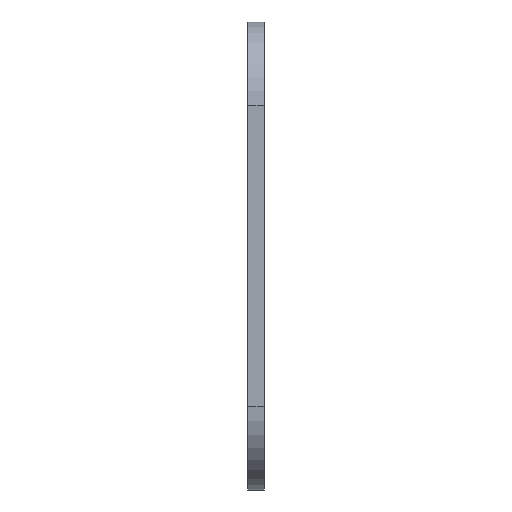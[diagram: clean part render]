
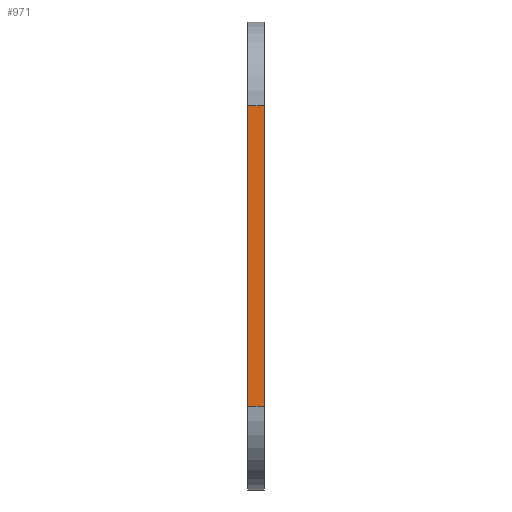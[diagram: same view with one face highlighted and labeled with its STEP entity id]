
A CAD part, left-side view. The second image highlights one B-rep face of the part: STEP entity #971.
In plain terms, the highlighted planar face has unit normal (-1, 0, 0).
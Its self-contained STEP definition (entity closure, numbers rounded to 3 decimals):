
#49 = CARTESIAN_POINT ( 'NONE',  ( -52.5, 0., 18. ) ) ;
#59 = VERTEX_POINT ( 'NONE', #49 ) ;
#88 = CARTESIAN_POINT ( 'NONE',  ( -52.5, 0., -18. ) ) ;
#122 = DIRECTION ( 'NONE',  ( 1., 0., 0. ) ) ;
#139 = ORIENTED_EDGE ( 'NONE', *, *, #308, .T. ) ;
#159 = LINE ( 'NONE', #562, #888 ) ;
#208 = CARTESIAN_POINT ( 'NONE',  ( -52.5, 2., 0. ) ) ;
#229 = EDGE_CURVE ( 'NONE', #280, #59, #159, .T. ) ;
#249 = VECTOR ( 'NONE', #811, 1000. ) ;
#280 = VERTEX_POINT ( 'NONE', #88 ) ;
#294 = CARTESIAN_POINT ( 'NONE',  ( -52.5, 2., 0. ) ) ;
#308 = EDGE_CURVE ( 'NONE', #508, #280, #719, .T. ) ;
#326 = CARTESIAN_POINT ( 'NONE',  ( -52.5, 2., -18. ) ) ;
#407 = DIRECTION ( 'NONE',  ( 0., 1., 0. ) ) ;
#408 = VECTOR ( 'NONE', #594, 1000. ) ;
#426 = DIRECTION ( 'NONE',  ( 0., 0., -1. ) ) ;
#439 = CARTESIAN_POINT ( 'NONE',  ( -52.5, 2., 18. ) ) ;
#450 = EDGE_LOOP ( 'NONE', ( #733, #139, #848, #784 ) ) ;
#497 = LINE ( 'NONE', #722, #972 ) ;
#508 = VERTEX_POINT ( 'NONE', #1039 ) ;
#535 = EDGE_CURVE ( 'NONE', #59, #1019, #497, .T. ) ;
#562 = CARTESIAN_POINT ( 'NONE',  ( -52.5, 0., 0. ) ) ;
#594 = DIRECTION ( 'NONE',  ( 0., 0., 1. ) ) ;
#635 = DIRECTION ( 'NONE',  ( 0., 0., 1. ) ) ;
#715 = AXIS2_PLACEMENT_3D ( 'NONE', #208, #122, #426 ) ;
#719 = LINE ( 'NONE', #326, #249 ) ;
#722 = CARTESIAN_POINT ( 'NONE',  ( -52.5, 2., 18. ) ) ;
#733 = ORIENTED_EDGE ( 'NONE', *, *, #980, .F. ) ;
#784 = ORIENTED_EDGE ( 'NONE', *, *, #535, .T. ) ;
#811 = DIRECTION ( 'NONE',  ( 0., -1., 0. ) ) ;
#834 = PLANE ( 'NONE',  #715 ) ;
#842 = FACE_OUTER_BOUND ( 'NONE', #450, .T. ) ;
#848 = ORIENTED_EDGE ( 'NONE', *, *, #229, .T. ) ;
#849 = LINE ( 'NONE', #294, #408 ) ;
#888 = VECTOR ( 'NONE', #635, 1000. ) ;
#971 = ADVANCED_FACE ( 'NONE', ( #842 ), #834, .F. ) ;
#972 = VECTOR ( 'NONE', #407, 1000. ) ;
#980 = EDGE_CURVE ( 'NONE', #508, #1019, #849, .T. ) ;
#1019 = VERTEX_POINT ( 'NONE', #439 ) ;
#1039 = CARTESIAN_POINT ( 'NONE',  ( -52.5, 2., -18. ) ) ;
